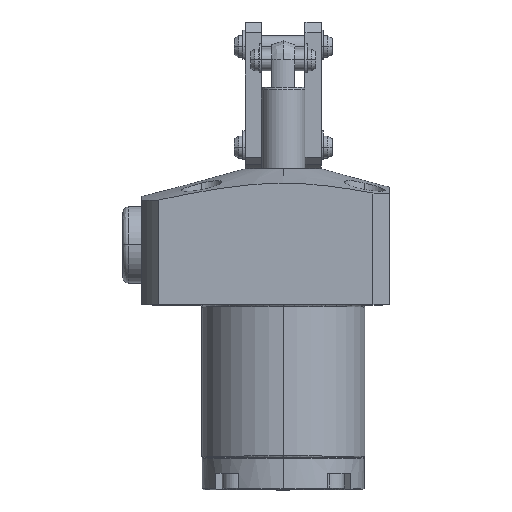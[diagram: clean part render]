
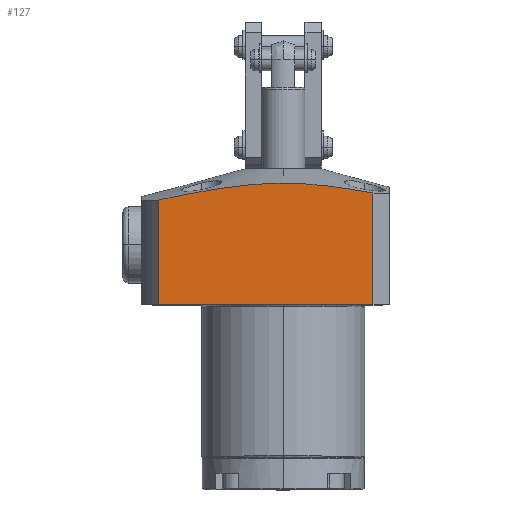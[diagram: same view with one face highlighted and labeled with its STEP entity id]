
A CAD part, top view. The second image highlights one B-rep face of the part: STEP entity #127.
In plain terms, the highlighted planar face has unit normal (0, 0, 1).
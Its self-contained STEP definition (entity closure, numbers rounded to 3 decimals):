
#127 = ADVANCED_FACE ( 'NONE', ( #2643 ), #11033, .T. ) ;
#396 = EDGE_LOOP ( 'NONE', ( #7321, #7476, #7300, #7323, #7317 ) ) ;
#1409 = AXIS2_PLACEMENT_3D ( 'NONE', #11035, #11030, #11029 ) ;
#1679 = EDGE_CURVE ( 'NONE', #4577, #3837, #3178, .T. ) ;
#1753 = CARTESIAN_POINT ( 'NONE',  ( -22.875, 0., 17. ) ) ;
#1809 = CARTESIAN_POINT ( 'NONE',  ( 16.5, 0., 17. ) ) ;
#1810 = CARTESIAN_POINT ( 'NONE',  ( -22.875, 19.239, 17. ) ) ;
#2643 = FACE_OUTER_BOUND ( 'NONE', #396, .T. ) ;
#2901 = VERTEX_POINT ( 'NONE', #1810 ) ;
#2903 = VERTEX_POINT ( 'NONE', #1809 ) ;
#2961 = VERTEX_POINT ( 'NONE', #1753 ) ;
#3178 = B_SPLINE_CURVE_WITH_KNOTS ( 'NONE', 3,
 ( #9734, #9740, #9741, #9732, #9731, #9730, #9729, #9728 ),
 .UNSPECIFIED., .F., .F.,
 ( 4, 2, 2, 4 ),
 ( -0.017, -0.008, -0.004, 0. ),
 .UNSPECIFIED. ) ;
#3219 = B_SPLINE_CURVE_WITH_KNOTS ( 'NONE', 3,
 ( #6277, #6278, #6282, #6283, #6284, #6285, #6286, #6287, #6288, #6289 ),
 .UNSPECIFIED., .F., .F.,
 ( 4, 2, 2, 2, 4 ),
 ( 0., 0.006, 0.012, 0.017, 0.023 ),
 .UNSPECIFIED. ) ;
#3837 = VERTEX_POINT ( 'NONE', #9820 ) ;
#4247 = CARTESIAN_POINT ( 'NONE',  ( 16.5, 20.528, 17. ) ) ;
#4577 = VERTEX_POINT ( 'NONE', #4247 ) ;
#6277 = CARTESIAN_POINT ( 'NONE',  ( 0., 22.321, 17. ) ) ;
#6278 = CARTESIAN_POINT ( 'NONE',  ( -1.936, 22.321, 17. ) ) ;
#6282 = CARTESIAN_POINT ( 'NONE',  ( -3.861, 22.23, 17. ) ) ;
#6283 = CARTESIAN_POINT ( 'NONE',  ( -7.695, 21.899, 17. ) ) ;
#6284 = CARTESIAN_POINT ( 'NONE',  ( -9.604, 21.661, 17. ) ) ;
#6285 = CARTESIAN_POINT ( 'NONE',  ( -13.411, 21.089, 17. ) ) ;
#6286 = CARTESIAN_POINT ( 'NONE',  ( -15.309, 20.756, 17. ) ) ;
#6287 = CARTESIAN_POINT ( 'NONE',  ( -19.099, 20.034, 17. ) ) ;
#6288 = CARTESIAN_POINT ( 'NONE',  ( -20.989, 19.645, 17. ) ) ;
#6289 = CARTESIAN_POINT ( 'NONE',  ( -22.875, 19.239, 17. ) ) ;
#6446 = CARTESIAN_POINT ( 'NONE',  ( 16.5, 25., 17. ) ) ;
#6447 = DIRECTION ( 'NONE',  ( 0., -1., 0. ) ) ;
#6448 = DIRECTION ( 'NONE',  ( 0., -1., 0. ) ) ;
#6449 = CARTESIAN_POINT ( 'NONE',  ( -22.875, 25., 17. ) ) ;
#6566 = CARTESIAN_POINT ( 'NONE',  ( 0., 0., 17. ) ) ;
#6567 = DIRECTION ( 'NONE',  ( 1., 0., 0. ) ) ;
#7300 = ORIENTED_EDGE ( 'NONE', *, *, #1679, .T. ) ;
#7317 = ORIENTED_EDGE ( 'NONE', *, *, #9162, .T. ) ;
#7321 = ORIENTED_EDGE ( 'NONE', *, *, #9196, .T. ) ;
#7323 = ORIENTED_EDGE ( 'NONE', *, *, #9133, .T. ) ;
#7476 = ORIENTED_EDGE ( 'NONE', *, *, #9159, .F. ) ;
#9133 = EDGE_CURVE ( 'NONE', #3837, #2901, #3219, .T. ) ;
#9159 = EDGE_CURVE ( 'NONE', #4577, #2903, #10063, .T. ) ;
#9162 = EDGE_CURVE ( 'NONE', #2901, #2961, #10065, .T. ) ;
#9196 = EDGE_CURVE ( 'NONE', #2961, #2903, #10095, .T. ) ;
#9728 = CARTESIAN_POINT ( 'NONE',  ( 0., 22.321, 17. ) ) ;
#9729 = CARTESIAN_POINT ( 'NONE',  ( 1.391, 22.321, 17. ) ) ;
#9730 = CARTESIAN_POINT ( 'NONE',  ( 2.777, 22.274, 17. ) ) ;
#9731 = CARTESIAN_POINT ( 'NONE',  ( 5.541, 22.098, 17. ) ) ;
#9732 = CARTESIAN_POINT ( 'NONE',  ( 6.918, 21.969, 17. ) ) ;
#9734 = CARTESIAN_POINT ( 'NONE',  ( 16.5, 20.528, 17. ) ) ;
#9740 = CARTESIAN_POINT ( 'NONE',  ( 13.773, 21.037, 17. ) ) ;
#9741 = CARTESIAN_POINT ( 'NONE',  ( 11.039, 21.485, 17. ) ) ;
#9820 = CARTESIAN_POINT ( 'NONE',  ( 0., 22.321, 17. ) ) ;
#10063 = LINE ( 'NONE', #6446, #10066 ) ;
#10065 = LINE ( 'NONE', #6449, #10070 ) ;
#10066 = VECTOR ( 'NONE', #6447, 1000. ) ;
#10070 = VECTOR ( 'NONE', #6448, 1000. ) ;
#10095 = LINE ( 'NONE', #6566, #10097 ) ;
#10097 = VECTOR ( 'NONE', #6567, 1000. ) ;
#11029 = DIRECTION ( 'NONE',  ( 1., 0., 0. ) ) ;
#11030 = DIRECTION ( 'NONE',  ( 0., 0., 1. ) ) ;
#11033 = PLANE ( 'NONE',  #1409 ) ;
#11035 = CARTESIAN_POINT ( 'NONE',  ( -22.875, 25., 17. ) ) ;
